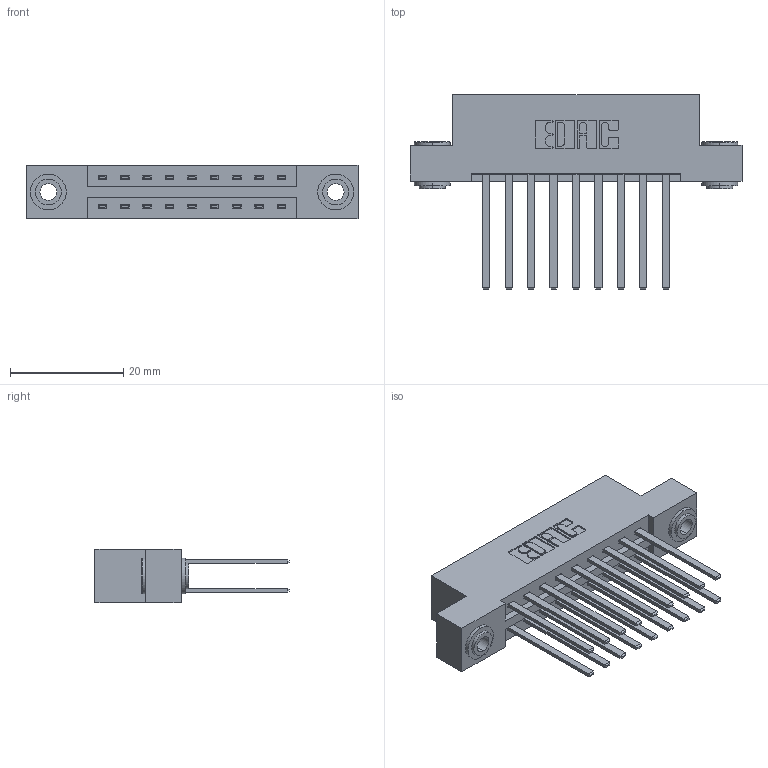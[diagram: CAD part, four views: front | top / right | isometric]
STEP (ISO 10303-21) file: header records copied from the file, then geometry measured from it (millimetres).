
FILE_DESCRIPTION (( 'STEP AP203' ), '1' );
FILE_NAME ('387-018-544-203.STEP', '2019-10-16T01:31:11', ( '' ), ( '' ), 'SwSTEP 2.0', 'SolidWorks 2016', '' );
FILE_SCHEMA (( 'CONFIG_CONTROL_DESIGN' ));
Length unit declared in the file: inch
Products named in the file (4): 387-018-544-203; 337 Part_Flush Mounting Lugs - 0.156 Dia-TH; 345-250-002_345-250-002-102; 345-292-001_345-293-144
Assembly tree (21 placements, depth 2):
  387-018-544-203
    337 Part_Flush Mounting Lugs - 0.156 Dia-TH
    345-292-001_345-293-144  x18
    345-250-002_345-250-002-102  x2
Bounding box: 58.67 x 34.3 x 9.4 mm (x, y, z)
Volume: 6016 mm3; surface area: 7529.2 mm2
Topology: 21 solids, 21 shells, 1016 faces, 2961 edges, 1946 vertices
Faces by surface type: plane 692, cylinder 316, cone 8
Entity records: 11712 total; most frequent: CARTESIAN_POINT 1973, ORIENTED_EDGE 1902, DIRECTION 1769, EDGE_CURVE 951, VECTOR 803, LINE 803, VERTEX_POINT 630, AXIS2_PLACEMENT_3D 483
